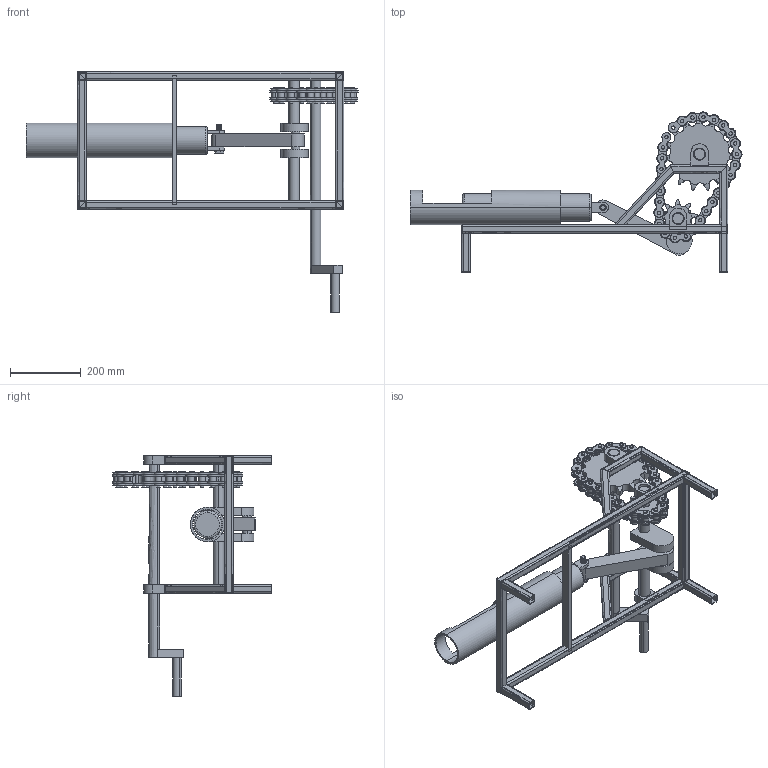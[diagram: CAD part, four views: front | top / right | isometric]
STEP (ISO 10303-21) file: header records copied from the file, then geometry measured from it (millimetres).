
FILE_DESCRIPTION(('FreeCAD Model'),'2;1');
FILE_NAME('Open CASCADE Shape Model','2025-05-09T11:30:20',('FreeCAD'),( 'FreeCAD'),'Open CASCADE STEP processor 7.6','FreeCAD','Unknown');
FILE_SCHEMA(('AUTOMOTIVE_DESIGN { 1 0 10303 214 1 1 1 1 }'));
Products named in the file (1): Open CASCADE STEP translator 7.6 1
Bounding box: 941.75 x 453.7 x 682.5 mm (x, y, z)
Volume: 6229624.9 mm3; surface area: 1540272.7 mm2
Topology: 55 solids, 55 shells, 1409 faces, 3473 edges, 2294 vertices
Faces by surface type: bspline 1409
Entity records: 43547 total; most frequent: CARTESIAN_POINT 23887, ORIENTED_EDGE 6946, EDGE_CURVE 3473, VERTEX_POINT 2294, FACE_BOUND 1693, EDGE_LOOP 1693, B_SPLINE_CURVE_WITH_KNOTS 1635, ADVANCED_FACE 1409
